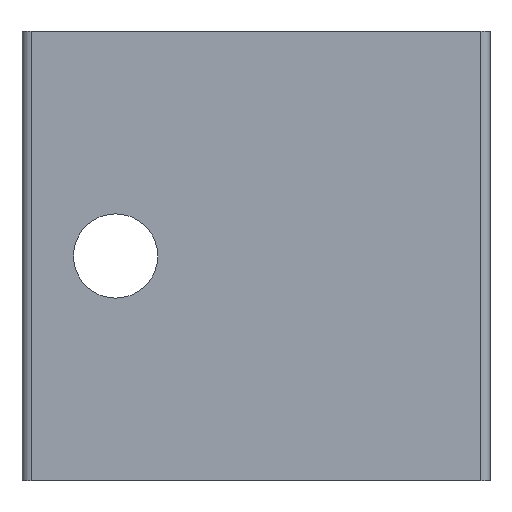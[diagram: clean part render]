
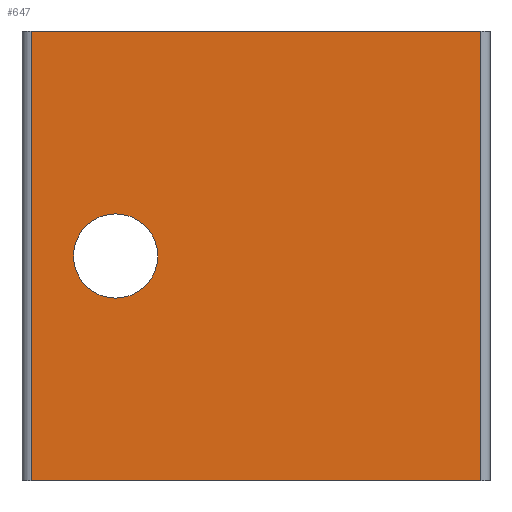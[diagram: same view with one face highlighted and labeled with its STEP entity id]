
A CAD part, front view. The second image highlights one B-rep face of the part: STEP entity #647.
In plain terms, the highlighted planar face has unit normal (0, -1, 0).
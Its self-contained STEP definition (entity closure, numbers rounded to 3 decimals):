
#87 = ORIENTED_EDGE ( 'NONE', *, *, #4417, .T. ) ;
#301 = EDGE_LOOP ( 'NONE', ( #870, #87, #4314, #3652 ) ) ;
#313 = LINE ( 'NONE', #4320, #5942 ) ;
#317 = DIRECTION ( 'NONE',  ( 0., 0., 1. ) ) ;
#440 = VECTOR ( 'NONE', #4143, 1000. ) ;
#453 = DIRECTION ( 'NONE',  ( 0., 0., 1. ) ) ;
#522 = CARTESIAN_POINT ( 'NONE',  ( 10465.175, 3052.116, 25. ) ) ;
#559 = CARTESIAN_POINT ( 'NONE',  ( 10416.175, 3052.116, -23. ) ) ;
#647 = ADVANCED_FACE ( 'NONE', ( #3759, #1149 ), #5940, .F. ) ;
#870 = ORIENTED_EDGE ( 'NONE', *, *, #2698, .T. ) ;
#1127 = ORIENTED_EDGE ( 'NONE', *, *, #7299, .T. ) ;
#1149 = FACE_OUTER_BOUND ( 'NONE', #301, .T. ) ;
#1265 = CIRCLE ( 'NONE', #6131, 4.5 ) ;
#1682 = AXIS2_PLACEMENT_3D ( 'NONE', #6437, #3021, #6994 ) ;
#1725 = CARTESIAN_POINT ( 'NONE',  ( 10417.175, 3052.116, -23. ) ) ;
#1983 = VECTOR ( 'NONE', #453, 1000. ) ;
#2620 = DIRECTION ( 'NONE',  ( 1., 0., 0. ) ) ;
#2658 = VECTOR ( 'NONE', #3350, 1000. ) ;
#2698 = EDGE_CURVE ( 'NONE', #6508, #7147, #3387, .T. ) ;
#2930 = EDGE_CURVE ( 'NONE', #3605, #6268, #6512, .T. ) ;
#2970 = CARTESIAN_POINT ( 'NONE',  ( 10417.175, 3052.116, 25. ) ) ;
#3004 = DIRECTION ( 'NONE',  ( 0., 0., 1. ) ) ;
#3021 = DIRECTION ( 'NONE',  ( 0., 1., 0. ) ) ;
#3350 = DIRECTION ( 'NONE',  ( 1., 0., 0. ) ) ;
#3387 = LINE ( 'NONE', #6435, #440 ) ;
#3605 = VERTEX_POINT ( 'NONE', #4413 ) ;
#3645 = DIRECTION ( 'NONE',  ( 0., 1., 0. ) ) ;
#3652 = ORIENTED_EDGE ( 'NONE', *, *, #5072, .F. ) ;
#3736 = ORIENTED_EDGE ( 'NONE', *, *, #4635, .T. ) ;
#3759 = FACE_BOUND ( 'NONE', #4507, .T. ) ;
#4082 = CARTESIAN_POINT ( 'NONE',  ( 10426.175, 3052.116, 5.5 ) ) ;
#4124 = DIRECTION ( 'NONE',  ( 0., 1., 0. ) ) ;
#4143 = DIRECTION ( 'NONE',  ( 0., 0., -1. ) ) ;
#4167 = LINE ( 'NONE', #559, #2658 ) ;
#4314 = ORIENTED_EDGE ( 'NONE', *, *, #2930, .T. ) ;
#4320 = CARTESIAN_POINT ( 'NONE',  ( 10416.175, 3052.116, 25. ) ) ;
#4413 = CARTESIAN_POINT ( 'NONE',  ( 10465.175, 3052.116, -23. ) ) ;
#4417 = EDGE_CURVE ( 'NONE', #7147, #3605, #4167, .T. ) ;
#4454 = VERTEX_POINT ( 'NONE', #5657 ) ;
#4507 = EDGE_LOOP ( 'NONE', ( #1127, #3736 ) ) ;
#4635 = EDGE_CURVE ( 'NONE', #4847, #4454, #1265, .T. ) ;
#4847 = VERTEX_POINT ( 'NONE', #4082 ) ;
#4928 = CARTESIAN_POINT ( 'NONE',  ( 10465.175, 3052.116, 10. ) ) ;
#5072 = EDGE_CURVE ( 'NONE', #6508, #6268, #313, .T. ) ;
#5657 = CARTESIAN_POINT ( 'NONE',  ( 10426.175, 3052.116, -3.5 ) ) ;
#5940 = PLANE ( 'NONE',  #6673 ) ;
#5942 = VECTOR ( 'NONE', #2620, 1000. ) ;
#6131 = AXIS2_PLACEMENT_3D ( 'NONE', #7049, #3645, #317 ) ;
#6268 = VERTEX_POINT ( 'NONE', #522 ) ;
#6435 = CARTESIAN_POINT ( 'NONE',  ( 10417.175, 3052.116, 10. ) ) ;
#6437 = CARTESIAN_POINT ( 'NONE',  ( 10426.175, 3052.116, 1. ) ) ;
#6444 = CARTESIAN_POINT ( 'NONE',  ( 10416.175, 3052.116, 10. ) ) ;
#6508 = VERTEX_POINT ( 'NONE', #2970 ) ;
#6512 = LINE ( 'NONE', #4928, #1983 ) ;
#6673 = AXIS2_PLACEMENT_3D ( 'NONE', #6444, #4124, #3004 ) ;
#6914 = CIRCLE ( 'NONE', #1682, 4.5 ) ;
#6994 = DIRECTION ( 'NONE',  ( 0., 0., 1. ) ) ;
#7049 = CARTESIAN_POINT ( 'NONE',  ( 10426.175, 3052.116, 1. ) ) ;
#7147 = VERTEX_POINT ( 'NONE', #1725 ) ;
#7299 = EDGE_CURVE ( 'NONE', #4454, #4847, #6914, .T. ) ;
